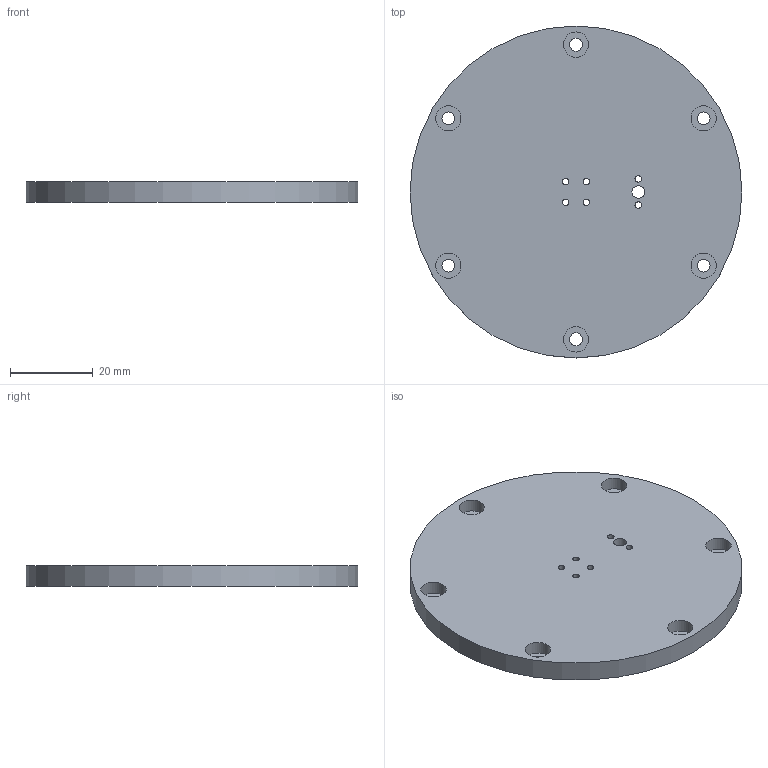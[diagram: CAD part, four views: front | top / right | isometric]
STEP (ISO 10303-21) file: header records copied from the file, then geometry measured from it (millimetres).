
FILE_DESCRIPTION(/* description */ ('Unknown'),/* implementation_level */ '2;1');
FILE_NAME(/* name */ 'top',/* time_stamp */ '2024-02-05T11:22:36+02:00',/* author */ ('Unknown'),/* organization */ ('Unknown'),/* preprocessor_version */ 'ST-DEVELOPER v19.4',/* originating_system */ 'Solid Edge',/* authorisation */ 'Unknown');
FILE_SCHEMA (('AUTOMOTIVE_DESIGN {1 0 10303 214 3 1 1}'));
Length unit declared in the file: millimetre
Products named in the file (1): top
Bounding box: 80 x 80 x 5 mm (x, y, z)
Volume: 24395.7 mm3; surface area: 11850.1 mm2
Topology: 1 solids, 1 shells, 34 faces, 85 edges, 59 vertices
Faces by surface type: cylinder 26, plane 8
Full cylindrical faces by diameter (mm): 1.567 x12, 3.049 x1, 3.1 x6, 6.1 x6, 80 x1
Entity records: 1118 total; most frequent: DIRECTION 162, CARTESIAN_POINT 127, ORIENTED_EDGE 92, EDGE_LOOP 92, FACE_BOUND 92, AXIS2_PLACEMENT_3D 81, EDGE_CURVE 46, VERTEX_POINT 46
